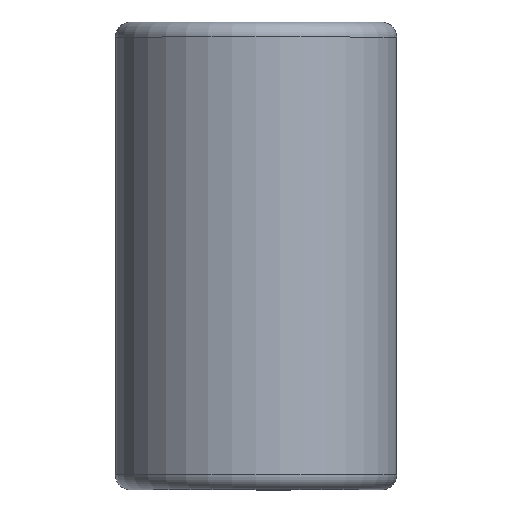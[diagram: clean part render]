
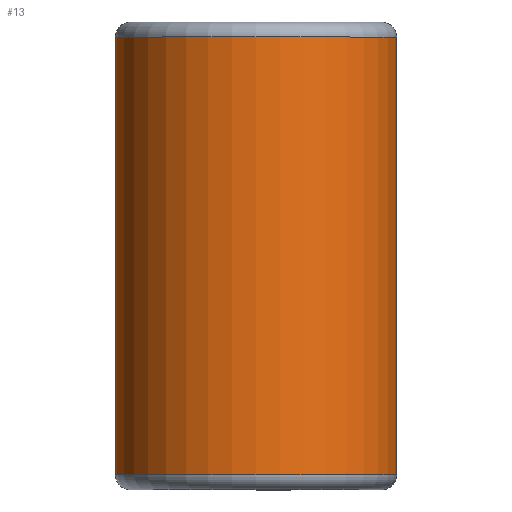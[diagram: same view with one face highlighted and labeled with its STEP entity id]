
A CAD part, top view. The second image highlights one B-rep face of the part: STEP entity #13.
In plain terms, the highlighted cylindrical face has radius 7.163 mm (diameter 14.326 mm), a partial arc.
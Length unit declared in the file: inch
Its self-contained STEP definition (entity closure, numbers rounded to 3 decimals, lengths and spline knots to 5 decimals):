
#13 = ADVANCED_FACE ( 'NONE', ( #370 ), #1537, .T. ) ;
#115 = DIRECTION ( 'NONE',  ( 0., 0., -1. ) ) ;
#134 = EDGE_CURVE ( 'NONE', #1351, #912, #544, .T. ) ;
#203 = EDGE_LOOP ( 'NONE', ( #1067, #1836, #961, #1396 ) ) ;
#370 = FACE_OUTER_BOUND ( 'NONE', #203, .T. ) ;
#407 = DIRECTION ( 'NONE',  ( 0., -1., 0. ) ) ;
#462 = VECTOR ( 'NONE', #1100, 39.37008 ) ;
#475 = VERTEX_POINT ( 'NONE', #1875 ) ;
#544 = CIRCLE ( 'NONE', #1136, 0.282 ) ;
#550 = CIRCLE ( 'NONE', #727, 0.282 ) ;
#557 = AXIS2_PLACEMENT_3D ( 'NONE', #913, #921, #2067 ) ;
#611 = VECTOR ( 'NONE', #1424, 39.37008 ) ;
#663 = EDGE_CURVE ( 'NONE', #912, #1391, #1681, .T. ) ;
#711 = CARTESIAN_POINT ( 'NONE',  ( 0., 0.43875, -0.282 ) ) ;
#727 = AXIS2_PLACEMENT_3D ( 'NONE', #2366, #1262, #115 ) ;
#904 = CARTESIAN_POINT ( 'NONE',  ( 0.282, 0.43875, 0. ) ) ;
#912 = VERTEX_POINT ( 'NONE', #2267 ) ;
#913 = CARTESIAN_POINT ( 'NONE',  ( 0., 0.4375, 0. ) ) ;
#921 = DIRECTION ( 'NONE',  ( 0., -1., 0. ) ) ;
#961 = ORIENTED_EDGE ( 'NONE', *, *, #663, .F. ) ;
#1067 = ORIENTED_EDGE ( 'NONE', *, *, #1423, .T. ) ;
#1100 = DIRECTION ( 'NONE',  ( 0., 1., 0. ) ) ;
#1136 = AXIS2_PLACEMENT_3D ( 'NONE', #2355, #407, #2164 ) ;
#1262 = DIRECTION ( 'NONE',  ( 0., -1., 0. ) ) ;
#1351 = VERTEX_POINT ( 'NONE', #1665 ) ;
#1391 = VERTEX_POINT ( 'NONE', #711 ) ;
#1396 = ORIENTED_EDGE ( 'NONE', *, *, #134, .F. ) ;
#1423 = EDGE_CURVE ( 'NONE', #1351, #475, #1470, .T. ) ;
#1424 = DIRECTION ( 'NONE',  ( 0., 1., 0. ) ) ;
#1470 = LINE ( 'NONE', #904, #462 ) ;
#1537 = CYLINDRICAL_SURFACE ( 'NONE', #557, 0.282 ) ;
#1665 = CARTESIAN_POINT ( 'NONE',  ( 0.282, -0.43875, 0. ) ) ;
#1681 = LINE ( 'NONE', #2175, #611 ) ;
#1836 = ORIENTED_EDGE ( 'NONE', *, *, #2332, .T. ) ;
#1875 = CARTESIAN_POINT ( 'NONE',  ( 0.282, 0.43875, 0. ) ) ;
#2067 = DIRECTION ( 'NONE',  ( 0., 0., -1. ) ) ;
#2164 = DIRECTION ( 'NONE',  ( 0., 0., -1. ) ) ;
#2175 = CARTESIAN_POINT ( 'NONE',  ( 0., 0.43875, -0.282 ) ) ;
#2267 = CARTESIAN_POINT ( 'NONE',  ( 0., -0.43875, -0.282 ) ) ;
#2332 = EDGE_CURVE ( 'NONE', #475, #1391, #550, .T. ) ;
#2355 = CARTESIAN_POINT ( 'NONE',  ( 0., -0.43875, 0. ) ) ;
#2366 = CARTESIAN_POINT ( 'NONE',  ( 0., 0.43875, 0. ) ) ;
